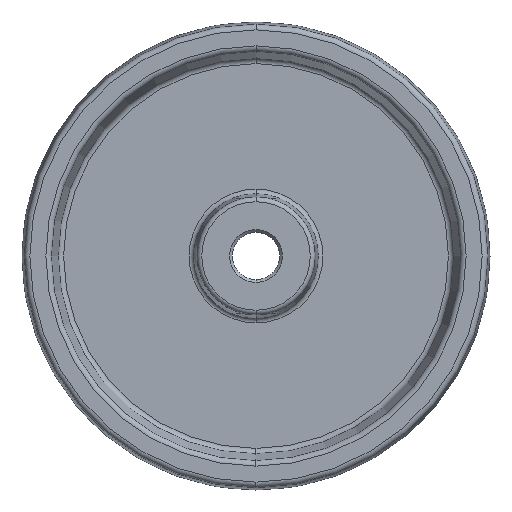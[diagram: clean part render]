
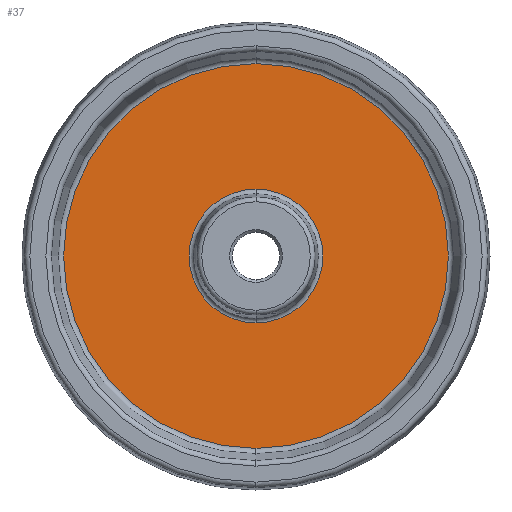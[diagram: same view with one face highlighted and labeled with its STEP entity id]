
A CAD part, left-side view. The second image highlights one B-rep face of the part: STEP entity #37.
In plain terms, the highlighted planar face has unit normal (-1, 0, 0).
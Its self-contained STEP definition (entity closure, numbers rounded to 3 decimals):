
#2 = CARTESIAN_POINT ( 'NONE',  ( -8., 0., 102.755 ) ) ;
#7 = CIRCLE ( 'NONE', #990, 102.755 ) ;
#13 = CARTESIAN_POINT ( 'NONE',  ( -8., 0., 0. ) ) ;
#23 = CIRCLE ( 'NONE', #376, 35.757 ) ;
#37 = ADVANCED_FACE ( 'NONE', ( #1152, #885 ), #89, .T. ) ;
#89 = PLANE ( 'NONE',  #971 ) ;
#91 = DIRECTION ( 'NONE',  ( 1., 0., 0. ) ) ;
#120 = CARTESIAN_POINT ( 'NONE',  ( -8., 0., 0. ) ) ;
#171 = DIRECTION ( 'NONE',  ( 0., 0., 1. ) ) ;
#183 = CARTESIAN_POINT ( 'NONE',  ( -8., 0., 0. ) ) ;
#244 = CARTESIAN_POINT ( 'NONE',  ( -8., 105., 0. ) ) ;
#297 = CARTESIAN_POINT ( 'NONE',  ( -8., 0., 35.757 ) ) ;
#349 = DIRECTION ( 'NONE',  ( -1., 0., 0. ) ) ;
#376 = AXIS2_PLACEMENT_3D ( 'NONE', #120, #894, #743 ) ;
#422 = ORIENTED_EDGE ( 'NONE', *, *, #1008, .T. ) ;
#439 = VERTEX_POINT ( 'NONE', #297 ) ;
#441 = ORIENTED_EDGE ( 'NONE', *, *, #644, .T. ) ;
#449 = AXIS2_PLACEMENT_3D ( 'NONE', #13, #91, #827 ) ;
#616 = VERTEX_POINT ( 'NONE', #790 ) ;
#644 = EDGE_CURVE ( 'NONE', #1074, #439, #730, .T. ) ;
#689 = CARTESIAN_POINT ( 'NONE',  ( -8., 0., 0. ) ) ;
#721 = EDGE_LOOP ( 'NONE', ( #757, #441 ) ) ;
#730 = CIRCLE ( 'NONE', #449, 35.757 ) ;
#731 = CIRCLE ( 'NONE', #804, 102.755 ) ;
#743 = DIRECTION ( 'NONE',  ( 0., 0., 1. ) ) ;
#757 = ORIENTED_EDGE ( 'NONE', *, *, #774, .T. ) ;
#774 = EDGE_CURVE ( 'NONE', #439, #1074, #23, .T. ) ;
#779 = EDGE_LOOP ( 'NONE', ( #422, #1150 ) ) ;
#790 = CARTESIAN_POINT ( 'NONE',  ( -8., 0., -102.755 ) ) ;
#804 = AXIS2_PLACEMENT_3D ( 'NONE', #689, #349, #1041 ) ;
#827 = DIRECTION ( 'NONE',  ( 0., 0., 1. ) ) ;
#885 = FACE_OUTER_BOUND ( 'NONE', #779, .T. ) ;
#894 = DIRECTION ( 'NONE',  ( 1., 0., 0. ) ) ;
#899 = CARTESIAN_POINT ( 'NONE',  ( -8., 0., -35.757 ) ) ;
#907 = VERTEX_POINT ( 'NONE', #2 ) ;
#957 = DIRECTION ( 'NONE',  ( 0., 0., 1. ) ) ;
#960 = DIRECTION ( 'NONE',  ( -1., 0., 0. ) ) ;
#971 = AXIS2_PLACEMENT_3D ( 'NONE', #244, #1042, #957 ) ;
#990 = AXIS2_PLACEMENT_3D ( 'NONE', #183, #960, #171 ) ;
#1008 = EDGE_CURVE ( 'NONE', #907, #616, #7, .T. ) ;
#1022 = EDGE_CURVE ( 'NONE', #616, #907, #731, .T. ) ;
#1041 = DIRECTION ( 'NONE',  ( 0., 0., 1. ) ) ;
#1042 = DIRECTION ( 'NONE',  ( -1., 0., 0. ) ) ;
#1074 = VERTEX_POINT ( 'NONE', #899 ) ;
#1150 = ORIENTED_EDGE ( 'NONE', *, *, #1022, .T. ) ;
#1152 = FACE_BOUND ( 'NONE', #721, .T. ) ;
